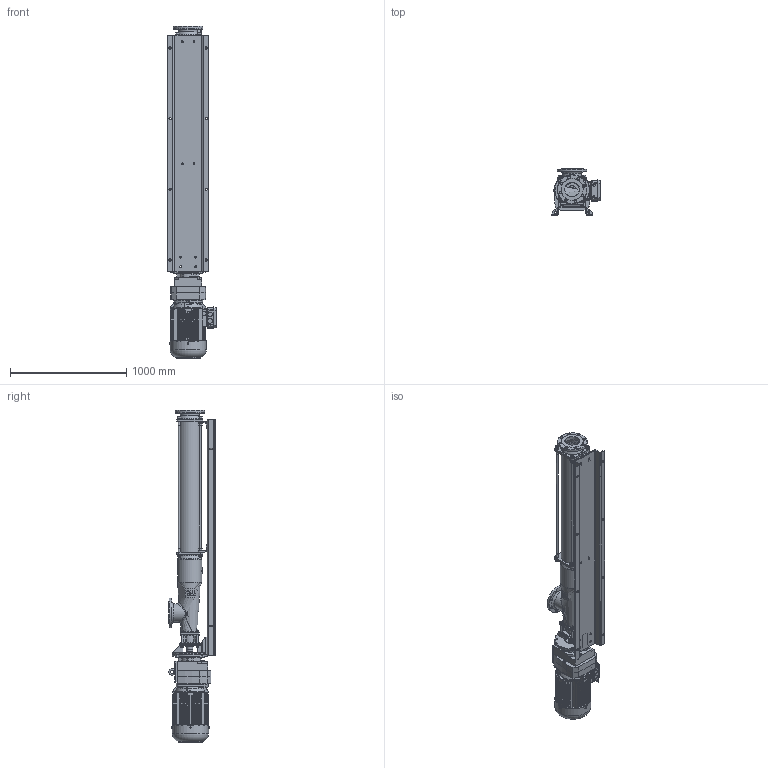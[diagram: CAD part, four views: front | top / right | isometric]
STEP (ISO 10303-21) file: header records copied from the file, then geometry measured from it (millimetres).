
FILE_DESCRIPTION(('STEP AP203'), '1');
FILE_NAME('RLCB67M', '', ('UNSPECIFIED'), ('UNSPECIFIED'), 'C3D Converter', 'C3D Toolkit', '');
FILE_SCHEMA(('CONFIG_CONTROL_DESIGN'));
Length unit declared in the file: millimetre
Products named in the file (1): RLCB67M
Bounding box: 416.5 x 398 x 2851.57 mm (x, y, z)
Volume: 73892391.7 mm3; surface area: 8324986.4 mm2
Topology: 96 solids, 103 shells, 2950 faces, 7424 edges, 4717 vertices
Faces by surface type: plane 1360, cylinder 903, cone 429, torus 157, bspline 79, sphere 22
Full cylindrical faces by diameter (mm): 6 x2, 8.5 x2, 9.6 x9, 10.2 x4, 10.5 x2, 12 x20, 13.5 x4, 13.995 x1, 14 x37, 14.5 x6, 15.5 x6, 16 x20, 17 x7, 18 x28, 19 x18, 20 x9, 22 x8, 24 x5, 27 x1, 30 x12, 31 x2, 40 x2, 40.3 x1, 41 x1, 44.6 x1, 45 x9, 47 x2, 48 x1, 50 x3, 62 x1
Entity records: 148883 total; most frequent: CARTESIAN_POINT 56334, ORIENTED_EDGE 13898, DIRECTION 13761, EDGE_CURVE 6949, AXIS2_PLACEMENT_3D 5235, VERTEX_POINT 4703, EDGE_LOOP 3721, LINE 3291
